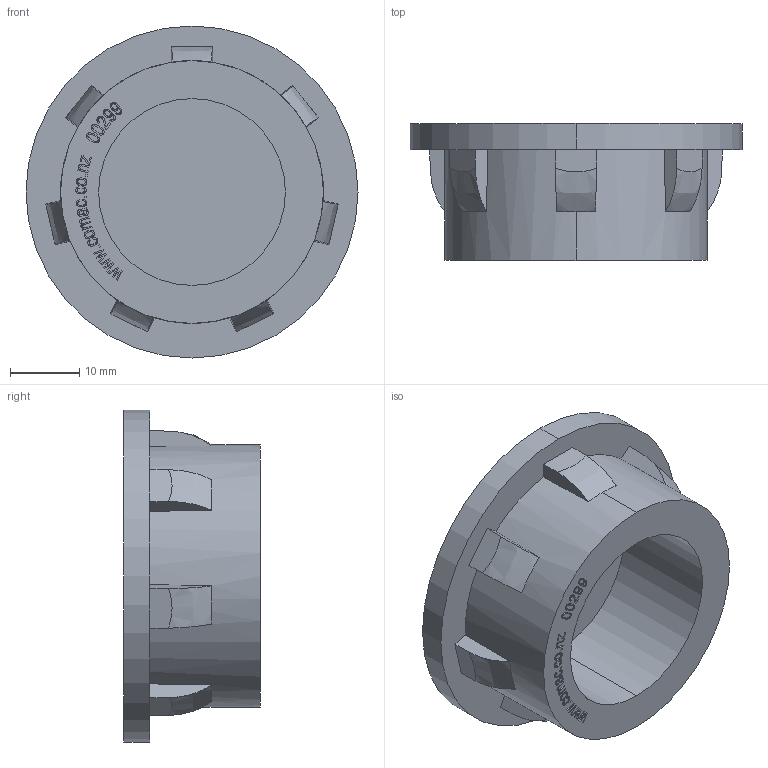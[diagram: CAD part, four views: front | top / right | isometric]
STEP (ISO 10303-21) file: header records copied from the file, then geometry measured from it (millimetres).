
FILE_DESCRIPTION (( 'STEP AP214' ), '1' );
FILE_NAME ('00299-Round Plug Smooth Black 48.5mm.STEP', '2019-12-12T03:31:43', ( '' ), ( '' ), 'SwSTEP 2.0', 'SolidWorks 2018', '' );
FILE_SCHEMA (( 'AUTOMOTIVE_DESIGN' ));
Length unit declared in the file: millimetre
Products named in the file (1): 00299-Round Plug Smooth Black 48.5mm
Bounding box: 48 x 19.75 x 48 mm (x, y, z)
Volume: 16357.7 mm3; surface area: 7632.3 mm2
Topology: 1 solids, 1 shells, 299 faces, 804 edges, 536 vertices
Faces by surface type: plane 167, bspline 126, cylinder 6
Entity records: 16532 total; most frequent: CARTESIAN_POINT 9899, ORIENTED_EDGE 1608, DIRECTION 905, EDGE_CURVE 804, VERTEX_POINT 536, LINE 505, VECTOR 505, EDGE_LOOP 328
